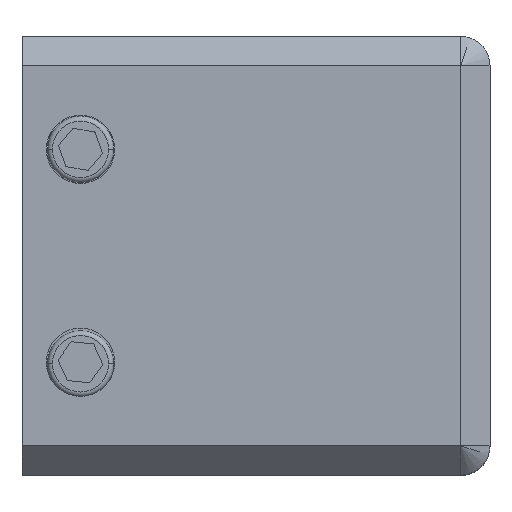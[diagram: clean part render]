
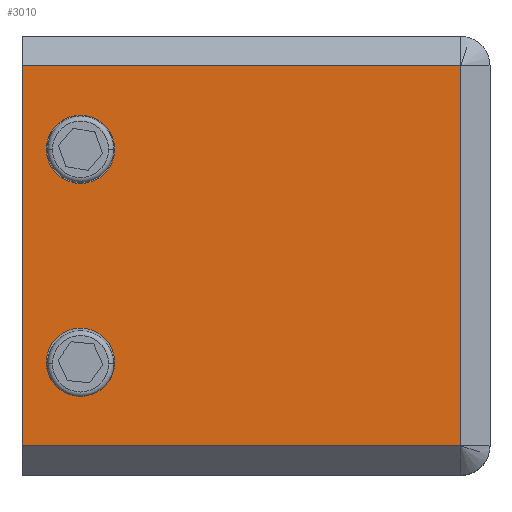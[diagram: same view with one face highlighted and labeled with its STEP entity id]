
A CAD part, top view. The second image highlights one B-rep face of the part: STEP entity #3010.
In plain terms, the highlighted planar face has unit normal (0, 0, 1).
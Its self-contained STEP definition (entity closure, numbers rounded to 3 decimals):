
#5 = CARTESIAN_POINT ( 'NONE',  ( -3., 19.5, 13.5 ) ) ;
#20 = DIRECTION ( 'NONE',  ( 0., 0., 1. ) ) ;
#92 = DIRECTION ( 'NONE',  ( 1., 0., 0. ) ) ;
#121 = FACE_BOUND ( 'NONE', #3097, .T. ) ;
#144 = CARTESIAN_POINT ( 'NONE',  ( -42., 10.919, 13.5 ) ) ;
#201 = CARTESIAN_POINT ( 'NONE',  ( -38.5, 10.919, 13.5 ) ) ;
#335 = VERTEX_POINT ( 'NONE', #5 ) ;
#401 = DIRECTION ( 'NONE',  ( 0., 0., 1. ) ) ;
#449 = DIRECTION ( 'NONE',  ( 0., 0., 1. ) ) ;
#474 = VECTOR ( 'NONE', #3782, 1000. ) ;
#481 = ORIENTED_EDGE ( 'NONE', *, *, #2942, .F. ) ;
#505 = EDGE_CURVE ( 'NONE', #335, #3871, #1447, .T. ) ;
#508 = CARTESIAN_POINT ( 'NONE',  ( -48., -39., 13.5 ) ) ;
#534 = EDGE_CURVE ( 'NONE', #1632, #2772, #3481, .T. ) ;
#594 = VECTOR ( 'NONE', #3996, 1000. ) ;
#712 = CARTESIAN_POINT ( 'NONE',  ( -42., 10.919, 13.5 ) ) ;
#785 = DIRECTION ( 'NONE',  ( 0., 1., 0. ) ) ;
#849 = CIRCLE ( 'NONE', #2434, 3.5 ) ;
#854 = ORIENTED_EDGE ( 'NONE', *, *, #3059, .F. ) ;
#902 = VECTOR ( 'NONE', #1661, 1000. ) ;
#1024 = DIRECTION ( 'NONE',  ( 0., 0., 1. ) ) ;
#1076 = EDGE_CURVE ( 'NONE', #2772, #1632, #849, .T. ) ;
#1113 = CARTESIAN_POINT ( 'NONE',  ( -45.5, -10.919, 13.5 ) ) ;
#1182 = CIRCLE ( 'NONE', #2773, 3.5 ) ;
#1191 = ORIENTED_EDGE ( 'NONE', *, *, #534, .F. ) ;
#1327 = FACE_BOUND ( 'NONE', #3396, .T. ) ;
#1348 = CARTESIAN_POINT ( 'NONE',  ( -3., 19.5, 13.5 ) ) ;
#1362 = CARTESIAN_POINT ( 'NONE',  ( -48., -19.5, 13.5 ) ) ;
#1367 = PLANE ( 'NONE',  #1839 ) ;
#1447 = LINE ( 'NONE', #3049, #902 ) ;
#1496 = ORIENTED_EDGE ( 'NONE', *, *, #505, .T. ) ;
#1513 = AXIS2_PLACEMENT_3D ( 'NONE', #712, #401, #3567 ) ;
#1632 = VERTEX_POINT ( 'NONE', #1113 ) ;
#1646 = VECTOR ( 'NONE', #785, 1000. ) ;
#1661 = DIRECTION ( 'NONE',  ( -1., 0., 0. ) ) ;
#1801 = VERTEX_POINT ( 'NONE', #2781 ) ;
#1839 = AXIS2_PLACEMENT_3D ( 'NONE', #3836, #449, #3213 ) ;
#1858 = CARTESIAN_POINT ( 'NONE',  ( -42., -10.919, 13.5 ) ) ;
#1929 = CARTESIAN_POINT ( 'NONE',  ( -45.5, 10.919, 13.5 ) ) ;
#2009 = CARTESIAN_POINT ( 'NONE',  ( -38.5, -10.919, 13.5 ) ) ;
#2157 = DIRECTION ( 'NONE',  ( 1., 0., 0. ) ) ;
#2254 = CIRCLE ( 'NONE', #1513, 3.5 ) ;
#2314 = DIRECTION ( 'NONE',  ( 0., 0., 1. ) ) ;
#2354 = ORIENTED_EDGE ( 'NONE', *, *, #1076, .F. ) ;
#2434 = AXIS2_PLACEMENT_3D ( 'NONE', #2922, #1024, #92 ) ;
#2497 = EDGE_CURVE ( 'NONE', #1801, #335, #3618, .T. ) ;
#2527 = LINE ( 'NONE', #4062, #474 ) ;
#2562 = VERTEX_POINT ( 'NONE', #201 ) ;
#2623 = AXIS2_PLACEMENT_3D ( 'NONE', #1858, #20, #2157 ) ;
#2772 = VERTEX_POINT ( 'NONE', #2009 ) ;
#2773 = AXIS2_PLACEMENT_3D ( 'NONE', #144, #2314, #3242 ) ;
#2781 = CARTESIAN_POINT ( 'NONE',  ( -3., -19.5, 13.5 ) ) ;
#2877 = ORIENTED_EDGE ( 'NONE', *, *, #4037, .F. ) ;
#2922 = CARTESIAN_POINT ( 'NONE',  ( -42., -10.919, 13.5 ) ) ;
#2942 = EDGE_CURVE ( 'NONE', #2562, #2974, #1182, .T. ) ;
#2974 = VERTEX_POINT ( 'NONE', #1929 ) ;
#3010 = ADVANCED_FACE ( 'NONE', ( #121, #1327, #3856 ), #1367, .T. ) ;
#3049 = CARTESIAN_POINT ( 'NONE',  ( -48., 19.5, 13.5 ) ) ;
#3051 = LINE ( 'NONE', #508, #594 ) ;
#3059 = EDGE_CURVE ( 'NONE', #3437, #3871, #3051, .T. ) ;
#3097 = EDGE_LOOP ( 'NONE', ( #481, #2877 ) ) ;
#3213 = DIRECTION ( 'NONE',  ( 1., 0., 0. ) ) ;
#3242 = DIRECTION ( 'NONE',  ( 1., 0., 0. ) ) ;
#3300 = ORIENTED_EDGE ( 'NONE', *, *, #2497, .T. ) ;
#3381 = EDGE_LOOP ( 'NONE', ( #854, #3915, #3300, #1496 ) ) ;
#3396 = EDGE_LOOP ( 'NONE', ( #2354, #1191 ) ) ;
#3401 = CARTESIAN_POINT ( 'NONE',  ( -48., 19.5, 13.5 ) ) ;
#3437 = VERTEX_POINT ( 'NONE', #1362 ) ;
#3481 = CIRCLE ( 'NONE', #2623, 3.5 ) ;
#3567 = DIRECTION ( 'NONE',  ( 1., 0., 0. ) ) ;
#3618 = LINE ( 'NONE', #1348, #1646 ) ;
#3782 = DIRECTION ( 'NONE',  ( 1., 0., 0. ) ) ;
#3785 = EDGE_CURVE ( 'NONE', #3437, #1801, #2527, .T. ) ;
#3836 = CARTESIAN_POINT ( 'NONE',  ( 0., 0., 13.5 ) ) ;
#3856 = FACE_OUTER_BOUND ( 'NONE', #3381, .T. ) ;
#3871 = VERTEX_POINT ( 'NONE', #3401 ) ;
#3915 = ORIENTED_EDGE ( 'NONE', *, *, #3785, .T. ) ;
#3996 = DIRECTION ( 'NONE',  ( 0., 1., 0. ) ) ;
#4037 = EDGE_CURVE ( 'NONE', #2974, #2562, #2254, .T. ) ;
#4062 = CARTESIAN_POINT ( 'NONE',  ( -3., -19.5, 13.5 ) ) ;
